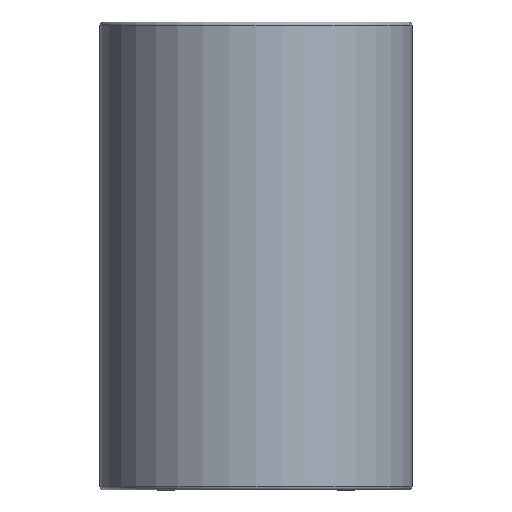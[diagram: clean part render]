
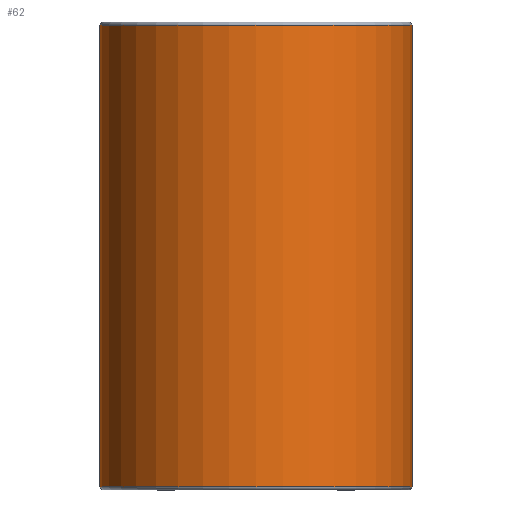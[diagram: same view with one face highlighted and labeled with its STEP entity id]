
A CAD part, front view. The second image highlights one B-rep face of the part: STEP entity #62.
In plain terms, the highlighted cylindrical face has radius 6.35 mm (diameter 12.7 mm), a partial arc.
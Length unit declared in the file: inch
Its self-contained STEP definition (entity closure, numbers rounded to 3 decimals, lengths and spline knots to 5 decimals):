
#62 = ADVANCED_FACE ( 'NONE', ( #4054 ), #494, .T. ) ;
#95 = VECTOR ( 'NONE', #2380, 39.37008 ) ;
#244 = VERTEX_POINT ( 'NONE', #1898 ) ;
#345 = CARTESIAN_POINT ( 'NONE',  ( 0.25, 0., 0.37 ) ) ;
#494 = CYLINDRICAL_SURFACE ( 'NONE', #3883, 0.25 ) ;
#609 = DIRECTION ( 'NONE',  ( 0., 0., 1. ) ) ;
#792 = LINE ( 'NONE', #2524, #1237 ) ;
#799 = AXIS2_PLACEMENT_3D ( 'NONE', #3020, #4418, #1274 ) ;
#888 = CARTESIAN_POINT ( 'NONE',  ( 0., 0., -0.37 ) ) ;
#1021 = ORIENTED_EDGE ( 'NONE', *, *, #2138, .T. ) ;
#1237 = VECTOR ( 'NONE', #2181, 39.37008 ) ;
#1274 = DIRECTION ( 'NONE',  ( 1., 0., 0. ) ) ;
#1336 = VERTEX_POINT ( 'NONE', #3044 ) ;
#1425 = EDGE_LOOP ( 'NONE', ( #4291, #1021, #3646, #4331 ) ) ;
#1453 = CIRCLE ( 'NONE', #799, 0.25 ) ;
#1685 = CARTESIAN_POINT ( 'NONE',  ( -0.25, 0., 0.375 ) ) ;
#1898 = CARTESIAN_POINT ( 'NONE',  ( -0.25, 0., 0.37 ) ) ;
#2066 = EDGE_CURVE ( 'NONE', #3455, #1336, #2256, .T. ) ;
#2138 = EDGE_CURVE ( 'NONE', #2211, #244, #1453, .T. ) ;
#2181 = DIRECTION ( 'NONE',  ( 0., 0., -1. ) ) ;
#2211 = VERTEX_POINT ( 'NONE', #345 ) ;
#2256 = CIRCLE ( 'NONE', #4026, 0.25 ) ;
#2380 = DIRECTION ( 'NONE',  ( 0., 0., -1. ) ) ;
#2524 = CARTESIAN_POINT ( 'NONE',  ( 0.25, 0., 0.375 ) ) ;
#2558 = EDGE_CURVE ( 'NONE', #2211, #1336, #792, .T. ) ;
#2652 = DIRECTION ( 'NONE',  ( 1., 0., 0. ) ) ;
#2978 = DIRECTION ( 'NONE',  ( 0., 0., -1. ) ) ;
#3020 = CARTESIAN_POINT ( 'NONE',  ( 0., 0., 0.37 ) ) ;
#3044 = CARTESIAN_POINT ( 'NONE',  ( 0.25, 0., -0.37 ) ) ;
#3313 = EDGE_CURVE ( 'NONE', #244, #3455, #3473, .T. ) ;
#3455 = VERTEX_POINT ( 'NONE', #3882 ) ;
#3473 = LINE ( 'NONE', #1685, #95 ) ;
#3646 = ORIENTED_EDGE ( 'NONE', *, *, #3313, .T. ) ;
#3692 = DIRECTION ( 'NONE',  ( -1., 0., 0. ) ) ;
#3714 = CARTESIAN_POINT ( 'NONE',  ( 0., 0., 0.375 ) ) ;
#3882 = CARTESIAN_POINT ( 'NONE',  ( -0.25, 0., -0.37 ) ) ;
#3883 = AXIS2_PLACEMENT_3D ( 'NONE', #3714, #2978, #3692 ) ;
#4026 = AXIS2_PLACEMENT_3D ( 'NONE', #888, #609, #2652 ) ;
#4054 = FACE_OUTER_BOUND ( 'NONE', #1425, .T. ) ;
#4291 = ORIENTED_EDGE ( 'NONE', *, *, #2558, .F. ) ;
#4331 = ORIENTED_EDGE ( 'NONE', *, *, #2066, .T. ) ;
#4418 = DIRECTION ( 'NONE',  ( 0., 0., -1. ) ) ;
